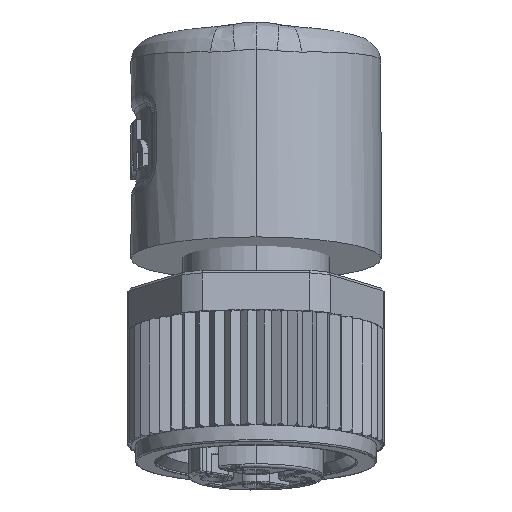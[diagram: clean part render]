
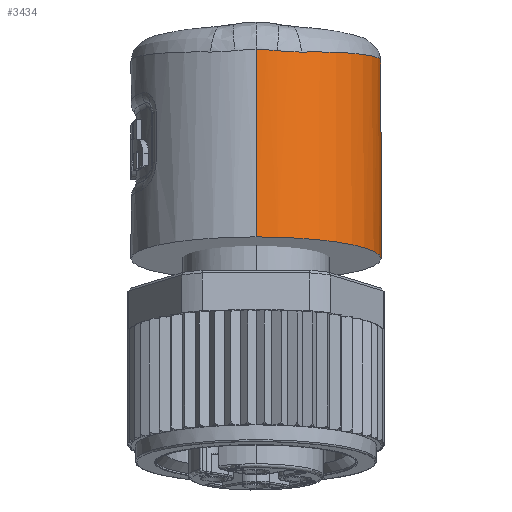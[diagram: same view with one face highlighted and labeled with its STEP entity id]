
A CAD part, front view. The second image highlights one B-rep face of the part: STEP entity #3434.
In plain terms, the highlighted cylindrical face has radius 7.5 mm (diameter 15 mm), a partial arc.
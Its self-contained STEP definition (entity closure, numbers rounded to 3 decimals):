
#3434=ADVANCED_FACE('',(#6889),#6890,.T.);
#6889=FACE_OUTER_BOUND('',#22428,.T.);
#6890=CYLINDRICAL_SURFACE('',#22429,7.5);
#22428=EDGE_LOOP('',(#33753,#33754,#33755,#33756,#33757,#33758,#33759,#33760,#33761,#33762,#33763));
#22429=AXIS2_PLACEMENT_3D('',#33764,#33765,#33766);
#33753=ORIENTED_EDGE('',*,*,#37871,.F.);
#33754=ORIENTED_EDGE('',*,*,#37875,.F.);
#33755=ORIENTED_EDGE('',*,*,#38012,.F.);
#33756=ORIENTED_EDGE('',*,*,#38013,.F.);
#33757=ORIENTED_EDGE('',*,*,#38014,.F.);
#33758=ORIENTED_EDGE('',*,*,#37877,.F.);
#33759=ORIENTED_EDGE('',*,*,#37867,.F.);
#33760=ORIENTED_EDGE('',*,*,#38015,.F.);
#33761=ORIENTED_EDGE('',*,*,#37922,.T.);
#33762=ORIENTED_EDGE('',*,*,#38016,.T.);
#33763=ORIENTED_EDGE('',*,*,#37864,.F.);
#33764=CARTESIAN_POINT('',(0.0,6.646,-7.682));
#33765=DIRECTION('',(0.0,-0.174,-0.985));
#33766=DIRECTION('',(0.0,-0.985,0.174));
#37864=EDGE_CURVE('',#43481,#43477,#43483,.T.);
#37867=EDGE_CURVE('',#43485,#43487,#43488,.T.);
#37871=EDGE_CURVE('',#43491,#43481,#43493,.T.);
#37875=EDGE_CURVE('',#43497,#43491,#43499,.T.);
#37877=EDGE_CURVE('',#43487,#43501,#43502,.T.);
#37922=EDGE_CURVE('',#43562,#43561,#43564,.T.);
#38012=EDGE_CURVE('',#43690,#43497,#43691,.T.);
#38013=EDGE_CURVE('',#43692,#43690,#43693,.T.);
#38014=EDGE_CURVE('',#43501,#43692,#43694,.T.);
#38015=EDGE_CURVE('',#43562,#43485,#43695,.T.);
#38016=EDGE_CURVE('',#43561,#43477,#43696,.T.);
#43477=VERTEX_POINT('',#54923);
#43481=VERTEX_POINT('',#54951);
#43483=B_SPLINE_CURVE_WITH_KNOTS('',3,(#54957,#54958,#54959,#54960,#54961,#54962,#54963,#54964,#54965,#54966,#54967,#54968,#54969,#54970,#54971,#54972,#54973,#54974,#54975,#54976,#54977,#54978),.UNSPECIFIED.,.F.,.F.,(4,1,1,1,1,1,1,1,1,1,1,1,1,1,1,1,1,1,1,4),(0.0,0.053,0.105,0.158,0.211,0.263,0.316,0.368,0.421,0.474,0.526,0.579,0.632,0.684,0.737,0.789,0.842,0.895,0.947,1.0),.UNSPECIFIED.);
#43485=VERTEX_POINT('',#54980);
#43487=VERTEX_POINT('',#54988);
#43488=B_SPLINE_CURVE_WITH_KNOTS('',3,(#54989,#54990,#54991,#54992,#54993,#54994,#54995,#54996),.UNSPECIFIED.,.F.,.F.,(4,1,1,1,1,4),(0.0,0.203,0.406,0.606,0.804,1.0),.UNSPECIFIED.);
#43491=VERTEX_POINT('',#55005);
#43493=B_SPLINE_CURVE_WITH_KNOTS('',3,(#55010,#55011,#55012,#55013,#55014,#55015),.UNSPECIFIED.,.F.,.F.,(4,1,1,4),(0.0,0.333,0.667,1.0),.UNSPECIFIED.);
#43497=VERTEX_POINT('',#55024);
#43499=B_SPLINE_CURVE_WITH_KNOTS('',3,(#55029,#55030,#55031,#55032,#55033,#55034),.UNSPECIFIED.,.F.,.F.,(4,1,1,4),(0.0,0.333,0.667,1.0),.UNSPECIFIED.);
#43501=VERTEX_POINT('',#55036);
#43502=B_SPLINE_CURVE_WITH_KNOTS('',3,(#55037,#55038,#55039,#55040,#55041,#55042),.UNSPECIFIED.,.F.,.F.,(4,1,1,4),(0.0,0.333,0.667,1.0),.UNSPECIFIED.);
#43561=VERTEX_POINT('',#55231);
#43562=VERTEX_POINT('',#55232);
#43564=CIRCLE('',#55234,7.5);
#43690=VERTEX_POINT('',#55945);
#43691=B_SPLINE_CURVE_WITH_KNOTS('',3,(#55946,#55947,#55948,#55949,#55950,#55951),.UNSPECIFIED.,.F.,.F.,(4,1,1,4),(0.0,0.333,0.667,1.0),.UNSPECIFIED.);
#43692=VERTEX_POINT('',#55952);
#43693=B_SPLINE_CURVE_WITH_KNOTS('',3,(#55953,#55954,#55955,#55956,#55957,#55958),.UNSPECIFIED.,.F.,.F.,(4,1,1,4),(0.0,0.333,0.667,1.0),.UNSPECIFIED.);
#43694=B_SPLINE_CURVE_WITH_KNOTS('',3,(#55959,#55960,#55961,#55962,#55963,#55964,#55965,#55966,#55967,#55968,#55969,#55970,#55971,#55972,#55973),.UNSPECIFIED.,.F.,.F.,(4,1,1,1,1,1,1,1,1,1,1,1,4),(0.0,0.083,0.167,0.25,0.333,0.417,0.5,0.583,0.667,0.75,0.833,0.917,1.0),.UNSPECIFIED.);
#43695=LINE('',#55974,#55975);
#43696=LINE('',#55976,#55977);
#54923=CARTESIAN_POINT('',(0.,14.348,-7.187));
#54951=CARTESIAN_POINT('',(6.536,11.568,-0.949));
#54957=CARTESIAN_POINT('',(6.536,11.568,-0.949));
#54958=CARTESIAN_POINT('',(6.52,11.574,-1.077));
#54959=CARTESIAN_POINT('',(6.481,11.598,-1.342));
#54960=CARTESIAN_POINT('',(6.394,11.67,-1.769));
#54961=CARTESIAN_POINT('',(6.273,11.784,-2.227));
#54962=CARTESIAN_POINT('',(6.109,11.942,-2.719));
#54963=CARTESIAN_POINT('',(5.893,12.145,-3.24));
#54964=CARTESIAN_POINT('',(5.622,12.382,-3.772));
#54965=CARTESIAN_POINT('',(5.296,12.642,-4.298));
#54966=CARTESIAN_POINT('',(4.928,12.904,-4.791));
#54967=CARTESIAN_POINT('',(4.528,13.155,-5.239));
#54968=CARTESIAN_POINT('',(4.105,13.387,-5.637));
#54969=CARTESIAN_POINT('',(3.667,13.595,-5.984));
#54970=CARTESIAN_POINT('',(3.219,13.777,-6.282));
#54971=CARTESIAN_POINT('',(2.764,13.934,-6.534));
#54972=CARTESIAN_POINT('',(2.305,14.064,-6.741));
#54973=CARTESIAN_POINT('',(1.844,14.169,-6.907));
#54974=CARTESIAN_POINT('',(1.381,14.25,-7.034));
#54975=CARTESIAN_POINT('',(0.918,14.307,-7.123));
#54976=CARTESIAN_POINT('',(0.457,14.341,-7.175));
#54977=CARTESIAN_POINT('',(0.152,14.348,-7.187));
#54978=CARTESIAN_POINT('',(0.,14.348,-7.187));
#54980=CARTESIAN_POINT('',(0.,1.239,4.847));
#54988=CARTESIAN_POINT('',(1.266,1.337,4.784));
#54989=CARTESIAN_POINT('',(0.,1.239,4.847));
#54990=CARTESIAN_POINT('',(0.086,1.239,4.847));
#54991=CARTESIAN_POINT('',(0.259,1.242,4.846));
#54992=CARTESIAN_POINT('',(0.516,1.254,4.839));
#54993=CARTESIAN_POINT('',(0.769,1.274,4.828));
#54994=CARTESIAN_POINT('',(1.019,1.302,4.81));
#54995=CARTESIAN_POINT('',(1.184,1.325,4.794));
#54996=CARTESIAN_POINT('',(1.266,1.337,4.784));
#55005=CARTESIAN_POINT('',(6.569,11.604,-0.401));
#55010=CARTESIAN_POINT('',(6.569,11.604,-0.401));
#55011=CARTESIAN_POINT('',(6.569,11.594,-0.458));
#55012=CARTESIAN_POINT('',(6.568,11.576,-0.576));
#55013=CARTESIAN_POINT('',(6.557,11.563,-0.758));
#55014=CARTESIAN_POINT('',(6.544,11.565,-0.885));
#55015=CARTESIAN_POINT('',(6.536,11.568,-0.949));
#55024=CARTESIAN_POINT('',(6.561,11.795,0.599));
#55029=CARTESIAN_POINT('',(6.561,11.795,0.599));
#55030=CARTESIAN_POINT('',(6.562,11.774,0.488));
#55031=CARTESIAN_POINT('',(6.564,11.732,0.266));
#55032=CARTESIAN_POINT('',(6.567,11.667,-0.067));
#55033=CARTESIAN_POINT('',(6.568,11.625,-0.29));
#55034=CARTESIAN_POINT('',(6.569,11.604,-0.401));
#55036=CARTESIAN_POINT('',(2.72,1.732,4.701));
#55037=CARTESIAN_POINT('',(1.266,1.337,4.784));
#55038=CARTESIAN_POINT('',(1.44,1.364,4.765));
#55039=CARTESIAN_POINT('',(1.781,1.43,4.731));
#55040=CARTESIAN_POINT('',(2.267,1.564,4.702));
#55041=CARTESIAN_POINT('',(2.572,1.673,4.699));
#55042=CARTESIAN_POINT('',(2.72,1.732,4.701));
#55231=CARTESIAN_POINT('',(0.,14.032,-8.984));
#55232=CARTESIAN_POINT('',(0.0,-0.741,-6.379));
#55234=AXIS2_PLACEMENT_3D('',#61862,#61863,#61864);
#55945=CARTESIAN_POINT('',(6.507,12.012,1.274));
#55946=CARTESIAN_POINT('',(6.507,12.012,1.274));
#55947=CARTESIAN_POINT('',(6.519,11.977,1.194));
#55948=CARTESIAN_POINT('',(6.539,11.913,1.038));
#55949=CARTESIAN_POINT('',(6.556,11.841,0.812));
#55950=CARTESIAN_POINT('',(6.561,11.808,0.669));
#55951=CARTESIAN_POINT('',(6.561,11.795,0.599));
#55952=CARTESIAN_POINT('',(5.818,13.425,3.511));
#55953=CARTESIAN_POINT('',(5.818,13.425,3.511));
#55954=CARTESIAN_POINT('',(5.945,13.22,3.248));
#55955=CARTESIAN_POINT('',(6.158,12.838,2.731));
#55956=CARTESIAN_POINT('',(6.378,12.363,1.986));
#55957=CARTESIAN_POINT('',(6.471,12.117,1.509));
#55958=CARTESIAN_POINT('',(6.507,12.012,1.274));
#55959=CARTESIAN_POINT('',(2.72,1.732,4.701));
#55960=CARTESIAN_POINT('',(3.086,1.877,4.707));
#55961=CARTESIAN_POINT('',(3.796,2.226,4.71));
#55962=CARTESIAN_POINT('',(4.763,2.904,4.689));
#55963=CARTESIAN_POINT('',(5.613,3.722,4.644));
#55964=CARTESIAN_POINT('',(6.321,4.651,4.577));
#55965=CARTESIAN_POINT('',(6.89,5.702,4.488));
#55966=CARTESIAN_POINT('',(7.282,6.819,4.381));
#55967=CARTESIAN_POINT('',(7.492,7.984,4.257));
#55968=CARTESIAN_POINT('',(7.52,9.138,4.124));
#55969=CARTESIAN_POINT('',(7.361,10.32,3.976));
#55970=CARTESIAN_POINT('',(7.019,11.445,3.823));
#55971=CARTESIAN_POINT('',(6.508,12.494,3.667));
#55972=CARTESIAN_POINT('',(6.063,13.128,3.563));
#55973=CARTESIAN_POINT('',(5.818,13.425,3.511));
#55974=CARTESIAN_POINT('',(0.0,-0.741,-6.379));
#55975=VECTOR('',#61884,11.4);
#55976=CARTESIAN_POINT('',(0.,14.032,-8.984));
#55977=VECTOR('',#61885,1.825);
#61862=CARTESIAN_POINT('',(0.0,6.646,-7.682));
#61863=DIRECTION('',(0.0,0.174,0.985));
#61864=DIRECTION('',(0.0,-0.985,0.174));
#61884=DIRECTION('',(0.,0.174,0.985));
#61885=DIRECTION('',(0.,0.174,0.985));
